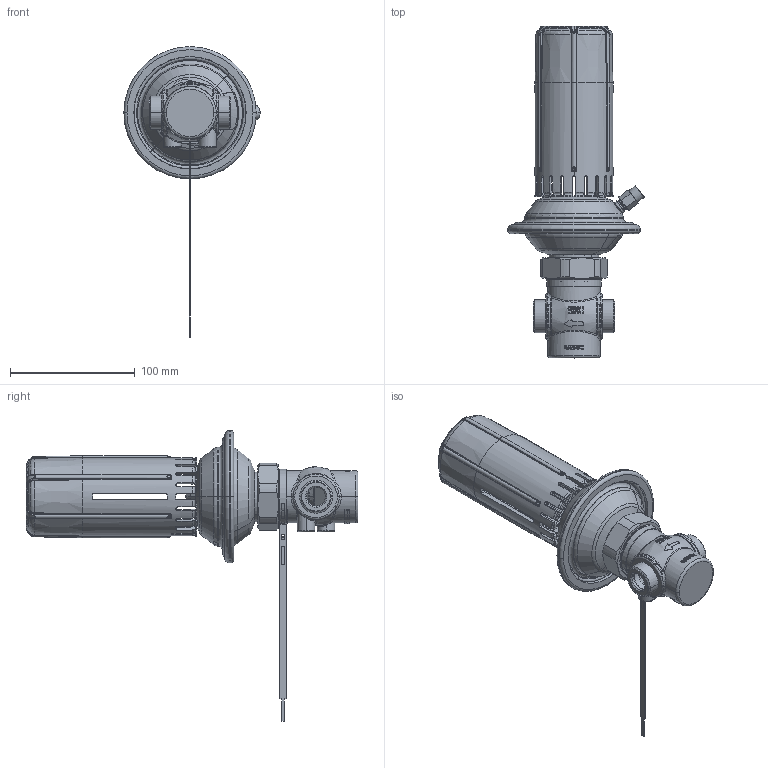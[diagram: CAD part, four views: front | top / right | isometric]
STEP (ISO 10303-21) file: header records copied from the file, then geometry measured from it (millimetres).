
FILE_DESCRIPTION((''),'2;1');
FILE_NAME('003H6200_ASM','2015-03-02T',('u317927'),('Danfoss'),'PRO/ENGINEER BY PARAMETRIC TECHNOLOGY CORPORATION, 2014000','PRO/ENGINEER BY PARAMETRIC TECHNOLOGY CORPORATION, 2014000','');
FILE_SCHEMA(('CONFIG_CONTROL_DESIGN'));
Products named in the file (25): 8882920; 8880026; 8882915_ASM; 8880009_ASM; 8880071_ASM; 8880092; 8883511; 88835080_INST_ASM; 88835070_INST_ASM; 8880082_ASM; 8880067_ASM; 8880075; 8880076; 8890090; 8880066_ASM; 8883500_ASM; 8880089_ASM; 8883505; 8883501_ASM; 5211524; 5191729; 8882820; 8883525; 8883503; 003H6200_ASM
Assembly tree (24 placements, depth 5):
  003H6200_ASM
    8882915_ASM
      8882920
      8880026
    8880009_ASM
    8883500_ASM
      88835070_INST_ASM
        8880071_ASM
        88835080_INST_ASM
          8880092
          8883511
      8880067_ASM
        8880082_ASM
      8880066_ASM
        8880075
        8880076
        8890090
    8883501_ASM
      8880089_ASM
      8883505
    5211524
    5191729
    8882820
    8883525
    8883503
Bounding box: 109.2 x 265.88 x 233 mm (x, y, z)
Volume: 229423.5 mm3; surface area: 159629.4 mm2
Topology: 13 solids, 24 shells, 2234 faces, 5698 edges, 3547 vertices
Faces by surface type: plane 868, bspline 588, cylinder 333, torus 224, cone 205, sphere 10, extrusion 6
Entity records: 128341 total; most frequent: CARTESIAN_POINT 79927, ORIENTED_EDGE 11328, DIRECTION 8083, EDGE_CURVE 5696, VERTEX_POINT 3547, AXIS2_PLACEMENT_3D 3282, B_SPLINE_CURVE_WITH_KNOTS 2621, EDGE_LOOP 2331
